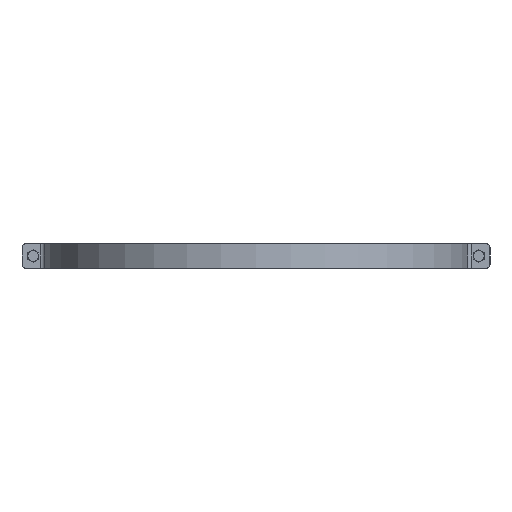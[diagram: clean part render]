
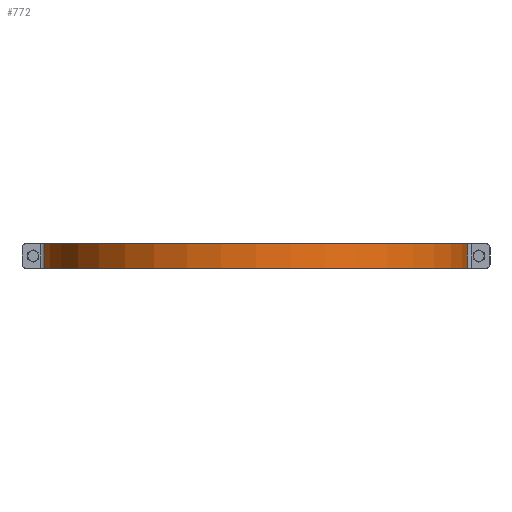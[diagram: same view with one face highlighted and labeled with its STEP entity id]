
A CAD part, front view. The second image highlights one B-rep face of the part: STEP entity #772.
In plain terms, the highlighted cylindrical face has radius 254.5 mm (diameter 509 mm), a partial arc.
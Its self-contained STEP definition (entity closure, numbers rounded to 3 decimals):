
#506=CARTESIAN_POINT('',(-253.894,17.553,15.0));
#507=VERTEX_POINT('',#506);
#515=CARTESIAN_POINT('',(-253.894,17.553,-15.0));
#516=VERTEX_POINT('',#515);
#517=CARTESIAN_POINT('',(-253.894,17.553,15.0));
#518=DIRECTION('',(0.0,0.0,-1.0));
#519=VECTOR('',#518,30.0);
#520=LINE('',#517,#519);
#521=EDGE_CURVE('',#507,#516,#520,.T.);
#626=CARTESIAN_POINT('',(253.894,17.553,-15.0));
#627=VERTEX_POINT('',#626);
#628=CARTESIAN_POINT('',(0.,0.,-15.0));
#629=DIRECTION('',(0.0,0.0,1.0));
#630=DIRECTION('',(0.998,0.069,0.0));
#631=AXIS2_PLACEMENT_3D('',#628,#629,#630);
#632=CIRCLE('',#631,254.5);
#633=EDGE_CURVE('',#627,#516,#632,.T.);
#668=CARTESIAN_POINT('',(253.894,17.553,15.0));
#669=VERTEX_POINT('',#668);
#670=CARTESIAN_POINT('',(253.894,17.553,15.0));
#671=DIRECTION('',(0.0,0.0,-1.0));
#672=VECTOR('',#671,30.0);
#673=LINE('',#670,#672);
#674=EDGE_CURVE('',#669,#627,#673,.T.);
#751=CARTESIAN_POINT('',(0.,0.,15.0));
#752=DIRECTION('',(0.0,0.0,1.0));
#753=DIRECTION('',(0.998,0.069,0.0));
#754=AXIS2_PLACEMENT_3D('',#751,#752,#753);
#755=CIRCLE('',#754,254.5);
#756=EDGE_CURVE('',#669,#507,#755,.T.);
#761=CARTESIAN_POINT('',(0.,0.,0.0));
#762=DIRECTION('',(0.0,0.0,1.0));
#763=DIRECTION('',(0.998,0.069,0.0));
#764=AXIS2_PLACEMENT_3D('',#761,#762,#763);
#765=CYLINDRICAL_SURFACE('',#764,254.5);
#766=ORIENTED_EDGE('',*,*,#521,.F.);
#767=ORIENTED_EDGE('',*,*,#756,.F.);
#768=ORIENTED_EDGE('',*,*,#674,.T.);
#769=ORIENTED_EDGE('',*,*,#633,.T.);
#770=EDGE_LOOP('',(#766,#767,#768,#769));
#771=FACE_OUTER_BOUND('',#770,.T.);
#772=ADVANCED_FACE('',(#771),#765,.T.);
